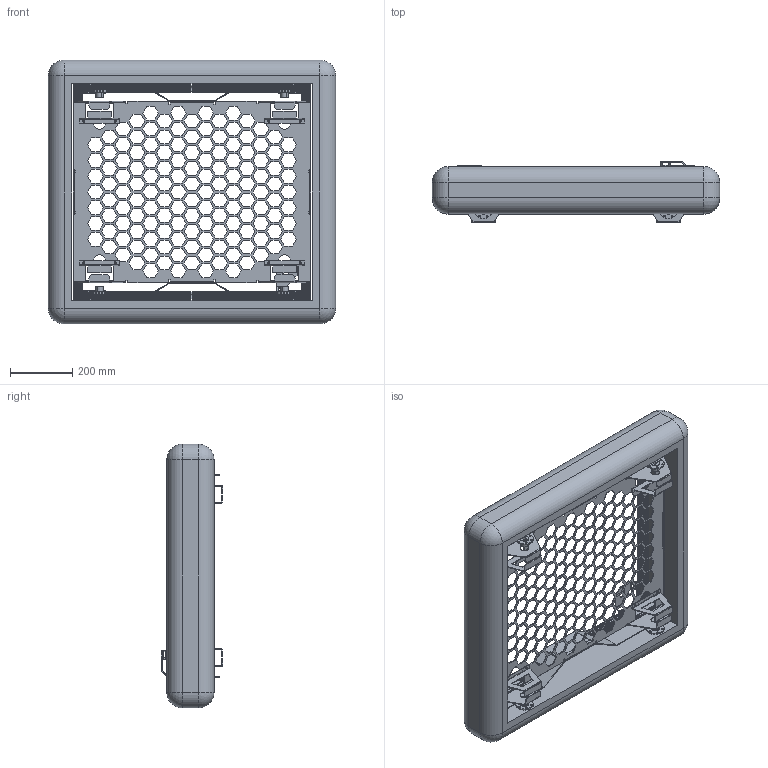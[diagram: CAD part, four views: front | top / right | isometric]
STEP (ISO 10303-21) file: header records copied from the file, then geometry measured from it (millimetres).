
FILE_DESCRIPTION (( 'STEP AP203' ), '1' );
FILE_NAME ('Chassis MK5.STEP', '2018-01-15T19:43:00', ( '' ), ( '' ), 'SwSTEP 2.0', 'SolidWorks 2016', '' );
FILE_SCHEMA (( 'CONFIG_CONTROL_DESIGN' ));
Length unit declared in the file: inch
Products named in the file (14): Toughbox Nano with Hub and 6in Right Mechanum Wheel; Gearbox Support; Front and Back Plate; 90 degree vertical angle mount; T-Slot (30in); Bumpers; Side Panel; Toughbox Nano with Hub and 6in Left Mechanum Wheel; am-0096a+500+Hex+Hub+r2; 90 degree angle mount; Chassis MK5; T-Slot (25.1in); Safety Light Mount; Base Plate MK5
Assembly tree (29 placements, depth 3):
  Chassis MK5
    Base Plate MK5
    Toughbox Nano with Hub and 6in Left Mechanum Wheel  x2
      am-0096a+500+Hex+Hub+r2
    Toughbox Nano with Hub and 6in Right Mechanum Wheel  x2
      am-0096a+500+Hex+Hub+r2
    Bumpers
    T-Slot (30in)  x2
    Front and Back Plate  x2
    T-Slot (25.1in)  x2
    90 degree angle mount  x4
    Safety Light Mount
    90 degree vertical angle mount  x4
    Gearbox Support  x4
    Side Panel  x2
Bounding box: 927.1 x 198.3 x 850.9 mm (x, y, z)
Volume: 36062181.9 mm3; surface area: 3210966.2 mm2
Topology: 27 solids, 27 shells, 2909 faces, 8169 edges, 5318 vertices
Faces by surface type: plane 1662, cylinder 1191, cone 48, sphere 8
Entity records: 66579 total; most frequent: CARTESIAN_POINT 11185, ORIENTED_EDGE 11126, DIRECTION 10827, EDGE_CURVE 5563, LINE 4279, VECTOR 4279, VERTEX_POINT 3632, AXIS2_PLACEMENT_3D 3274
